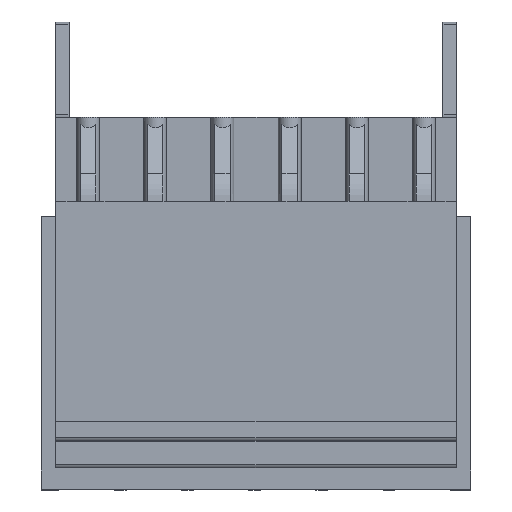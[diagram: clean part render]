
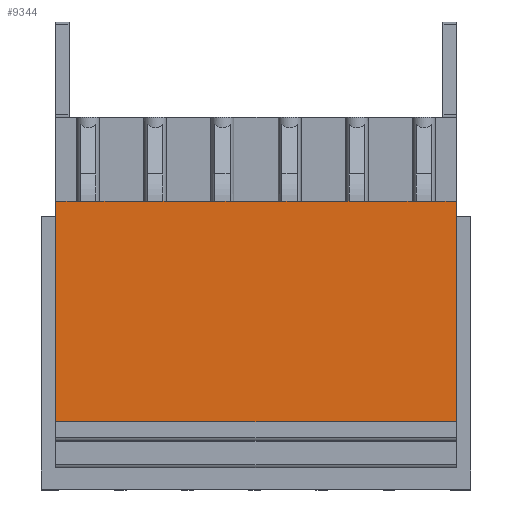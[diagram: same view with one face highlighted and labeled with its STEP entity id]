
A CAD part, top view. The second image highlights one B-rep face of the part: STEP entity #9344.
In plain terms, the highlighted planar face has unit normal (0, 0, 1).
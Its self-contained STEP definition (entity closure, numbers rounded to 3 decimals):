
#9071=AXIS2_PLACEMENT_3D('Plane Axis2P3D',#9068,#9069,#9070) ;
#9068=CARTESIAN_POINT('Axis2P3D Location',(0.,2.5,33.)) ;
#9201=CARTESIAN_POINT('Vertex',(21.65,3.5,33.)) ;
#9204=CARTESIAN_POINT('Line Origine',(11.2,3.5,33.)) ;
#9208=CARTESIAN_POINT('Vertex',(0.75,3.5,33.)) ;
#9223=CARTESIAN_POINT('Line Origine',(21.65,9.25,33.)) ;
#9227=CARTESIAN_POINT('Vertex',(21.65,15.,33.)) ;
#9230=CARTESIAN_POINT('Line Origine',(21.,15.,33.)) ;
#9234=CARTESIAN_POINT('Vertex',(20.35,15.,33.)) ;
#9237=CARTESIAN_POINT('Line Origine',(19.95,15.,33.)) ;
#9241=CARTESIAN_POINT('Vertex',(19.55,15.,33.)) ;
#9244=CARTESIAN_POINT('Line Origine',(18.2,15.,33.)) ;
#9248=CARTESIAN_POINT('Vertex',(16.85,15.,33.)) ;
#9251=CARTESIAN_POINT('Line Origine',(16.45,15.,33.)) ;
#9255=CARTESIAN_POINT('Vertex',(16.05,15.,33.)) ;
#9258=CARTESIAN_POINT('Line Origine',(14.7,15.,33.)) ;
#9262=CARTESIAN_POINT('Vertex',(13.35,15.,33.)) ;
#9265=CARTESIAN_POINT('Line Origine',(12.95,15.,33.)) ;
#9269=CARTESIAN_POINT('Vertex',(12.55,15.,33.)) ;
#9272=CARTESIAN_POINT('Line Origine',(11.2,15.,33.)) ;
#9276=CARTESIAN_POINT('Vertex',(9.85,15.,33.)) ;
#9279=CARTESIAN_POINT('Line Origine',(9.45,15.,33.)) ;
#9283=CARTESIAN_POINT('Vertex',(9.05,15.,33.)) ;
#9286=CARTESIAN_POINT('Line Origine',(7.7,15.,33.)) ;
#9290=CARTESIAN_POINT('Vertex',(6.35,15.,33.)) ;
#9293=CARTESIAN_POINT('Line Origine',(5.95,15.,33.)) ;
#9297=CARTESIAN_POINT('Vertex',(5.55,15.,33.)) ;
#9300=CARTESIAN_POINT('Line Origine',(4.2,15.,33.)) ;
#9304=CARTESIAN_POINT('Vertex',(2.85,15.,33.)) ;
#9307=CARTESIAN_POINT('Line Origine',(2.45,15.,33.)) ;
#9311=CARTESIAN_POINT('Vertex',(2.05,15.,33.)) ;
#9314=CARTESIAN_POINT('Line Origine',(1.4,15.,33.)) ;
#9318=CARTESIAN_POINT('Vertex',(0.75,15.,33.)) ;
#9321=CARTESIAN_POINT('Line Origine',(0.75,9.25,33.)) ;
#9069=DIRECTION('Axis2P3D Direction',(-0.,0.,1.)) ;
#9070=DIRECTION('Axis2P3D XDirection',(0.,-1.,0.)) ;
#9205=DIRECTION('Vector Direction',(1.,0.,0.)) ;
#9224=DIRECTION('Vector Direction',(0.,-1.,0.)) ;
#9231=DIRECTION('Vector Direction',(1.,0.,0.)) ;
#9238=DIRECTION('Vector Direction',(1.,0.,0.)) ;
#9245=DIRECTION('Vector Direction',(1.,0.,0.)) ;
#9252=DIRECTION('Vector Direction',(1.,0.,0.)) ;
#9259=DIRECTION('Vector Direction',(1.,0.,0.)) ;
#9266=DIRECTION('Vector Direction',(1.,0.,0.)) ;
#9273=DIRECTION('Vector Direction',(1.,0.,0.)) ;
#9280=DIRECTION('Vector Direction',(1.,0.,0.)) ;
#9287=DIRECTION('Vector Direction',(1.,0.,0.)) ;
#9294=DIRECTION('Vector Direction',(1.,0.,0.)) ;
#9301=DIRECTION('Vector Direction',(1.,0.,0.)) ;
#9308=DIRECTION('Vector Direction',(1.,0.,0.)) ;
#9315=DIRECTION('Vector Direction',(1.,0.,0.)) ;
#9322=DIRECTION('Vector Direction',(0.,-1.,0.)) ;
#9206=VECTOR('Line Direction',#9205,1.) ;
#9225=VECTOR('Line Direction',#9224,1.) ;
#9232=VECTOR('Line Direction',#9231,1.) ;
#9239=VECTOR('Line Direction',#9238,1.) ;
#9246=VECTOR('Line Direction',#9245,1.) ;
#9253=VECTOR('Line Direction',#9252,1.) ;
#9260=VECTOR('Line Direction',#9259,1.) ;
#9267=VECTOR('Line Direction',#9266,1.) ;
#9274=VECTOR('Line Direction',#9273,1.) ;
#9281=VECTOR('Line Direction',#9280,1.) ;
#9288=VECTOR('Line Direction',#9287,1.) ;
#9295=VECTOR('Line Direction',#9294,1.) ;
#9302=VECTOR('Line Direction',#9301,1.) ;
#9309=VECTOR('Line Direction',#9308,1.) ;
#9316=VECTOR('Line Direction',#9315,1.) ;
#9323=VECTOR('Line Direction',#9322,1.) ;
#9327=ORIENTED_EDGE('',*,*,#9229,.T.) ;
#9328=ORIENTED_EDGE('',*,*,#9236,.F.) ;
#9329=ORIENTED_EDGE('',*,*,#9243,.F.) ;
#9330=ORIENTED_EDGE('',*,*,#9250,.F.) ;
#9331=ORIENTED_EDGE('',*,*,#9257,.F.) ;
#9332=ORIENTED_EDGE('',*,*,#9264,.F.) ;
#9333=ORIENTED_EDGE('',*,*,#9271,.F.) ;
#9334=ORIENTED_EDGE('',*,*,#9278,.F.) ;
#9335=ORIENTED_EDGE('',*,*,#9285,.F.) ;
#9336=ORIENTED_EDGE('',*,*,#9292,.F.) ;
#9337=ORIENTED_EDGE('',*,*,#9299,.F.) ;
#9338=ORIENTED_EDGE('',*,*,#9306,.F.) ;
#9339=ORIENTED_EDGE('',*,*,#9313,.F.) ;
#9340=ORIENTED_EDGE('',*,*,#9320,.F.) ;
#9341=ORIENTED_EDGE('',*,*,#9325,.F.) ;
#9342=ORIENTED_EDGE('',*,*,#9210,.T.) ;
#9344=ADVANCED_FACE('HOUSING',(#9343),#9072,.T.) ;
#9210=EDGE_CURVE('',#9209,#9202,#9207,.T.) ;
#9229=EDGE_CURVE('',#9202,#9228,#9226,.F.) ;
#9236=EDGE_CURVE('',#9235,#9228,#9233,.T.) ;
#9243=EDGE_CURVE('',#9242,#9235,#9240,.T.) ;
#9250=EDGE_CURVE('',#9249,#9242,#9247,.T.) ;
#9257=EDGE_CURVE('',#9256,#9249,#9254,.T.) ;
#9264=EDGE_CURVE('',#9263,#9256,#9261,.T.) ;
#9271=EDGE_CURVE('',#9270,#9263,#9268,.T.) ;
#9278=EDGE_CURVE('',#9277,#9270,#9275,.T.) ;
#9285=EDGE_CURVE('',#9284,#9277,#9282,.T.) ;
#9292=EDGE_CURVE('',#9291,#9284,#9289,.T.) ;
#9299=EDGE_CURVE('',#9298,#9291,#9296,.T.) ;
#9306=EDGE_CURVE('',#9305,#9298,#9303,.T.) ;
#9313=EDGE_CURVE('',#9312,#9305,#9310,.T.) ;
#9320=EDGE_CURVE('',#9319,#9312,#9317,.T.) ;
#9325=EDGE_CURVE('',#9209,#9319,#9324,.F.) ;
#9326=EDGE_LOOP('',(#9327,#9328,#9329,#9330,#9331,#9332,#9333,#9334,#9335,#9336,#9337,#9338,#9339,#9340,#9341,#9342)) ;
#9343=FACE_OUTER_BOUND('',#9326,.T.) ;
#9207=LINE('Line',#9204,#9206) ;
#9226=LINE('Line',#9223,#9225) ;
#9233=LINE('Line',#9230,#9232) ;
#9240=LINE('Line',#9237,#9239) ;
#9247=LINE('Line',#9244,#9246) ;
#9254=LINE('Line',#9251,#9253) ;
#9261=LINE('Line',#9258,#9260) ;
#9268=LINE('Line',#9265,#9267) ;
#9275=LINE('Line',#9272,#9274) ;
#9282=LINE('Line',#9279,#9281) ;
#9289=LINE('Line',#9286,#9288) ;
#9296=LINE('Line',#9293,#9295) ;
#9303=LINE('Line',#9300,#9302) ;
#9310=LINE('Line',#9307,#9309) ;
#9317=LINE('Line',#9314,#9316) ;
#9324=LINE('Line',#9321,#9323) ;
#9072=PLANE('',#9071) ;
#9202=VERTEX_POINT('',#9201) ;
#9209=VERTEX_POINT('',#9208) ;
#9228=VERTEX_POINT('',#9227) ;
#9235=VERTEX_POINT('',#9234) ;
#9242=VERTEX_POINT('',#9241) ;
#9249=VERTEX_POINT('',#9248) ;
#9256=VERTEX_POINT('',#9255) ;
#9263=VERTEX_POINT('',#9262) ;
#9270=VERTEX_POINT('',#9269) ;
#9277=VERTEX_POINT('',#9276) ;
#9284=VERTEX_POINT('',#9283) ;
#9291=VERTEX_POINT('',#9290) ;
#9298=VERTEX_POINT('',#9297) ;
#9305=VERTEX_POINT('',#9304) ;
#9312=VERTEX_POINT('',#9311) ;
#9319=VERTEX_POINT('',#9318) ;
